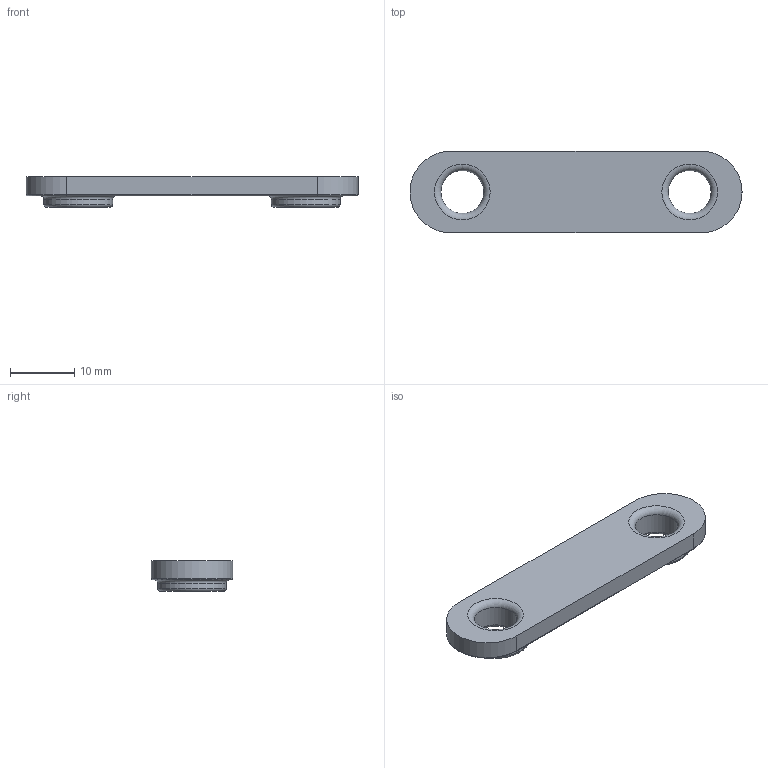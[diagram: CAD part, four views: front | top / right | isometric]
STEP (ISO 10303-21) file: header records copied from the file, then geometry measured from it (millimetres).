
FILE_DESCRIPTION(/* description */ (''),/* implementation_level */ '2;1');
FILE_NAME(/* name */ 'PLNUT63.stp',/* time_stamp */ '2018-01-12T14:57:52+00:00',/* author */ ('paul'),/* organization */ (''),/* preprocessor_version */ 'ST-DEVELOPER v16.13',/* originating_system */ 'Autodesk Inventor 2018',/* authorisation */ '');
FILE_SCHEMA (('AUTOMOTIVE_DESIGN { 1 0 10303 214 3 1 1 }'));
Length unit declared in the file: millimetre
Products named in the file (1): PLNUT63
Bounding box: 51.56 x 12.7 x 4.8 mm (x, y, z)
Volume: 1838.4 mm3; surface area: 1711.2 mm2
Topology: 1 solids, 1 shells, 24 faces, 50 edges, 30 vertices
Faces by surface type: torus 10, cylinder 8, plane 6
Full cylindrical faces by diameter (mm): 6.647 x2, 10.7 x2
Entity records: 609 total; most frequent: DIRECTION 112, CARTESIAN_POINT 89, ORIENTED_EDGE 72, AXIS2_PLACEMENT_3D 51, EDGE_LOOP 42, EDGE_CURVE 36, VERTEX_POINT 28, CIRCLE 26
